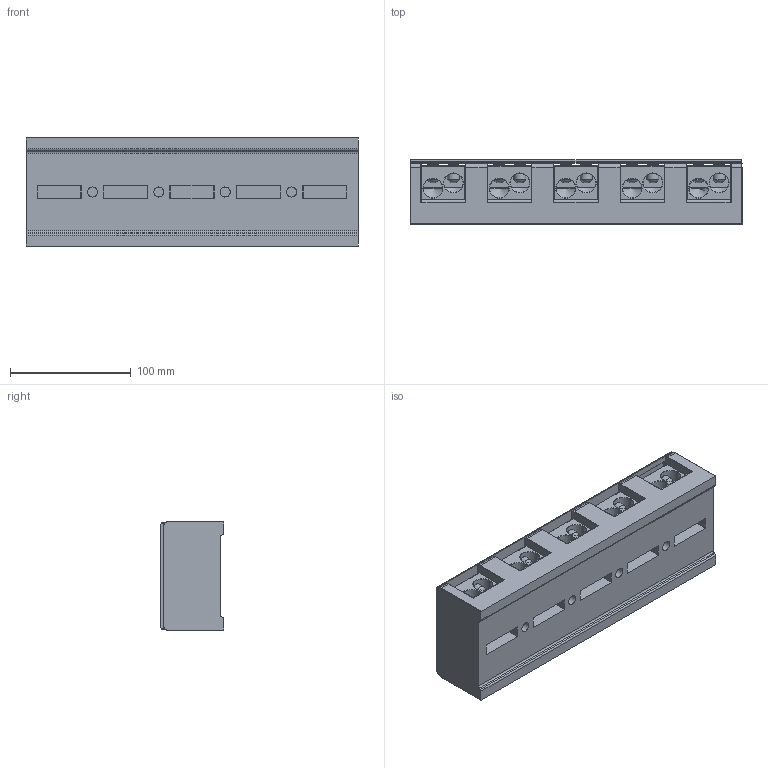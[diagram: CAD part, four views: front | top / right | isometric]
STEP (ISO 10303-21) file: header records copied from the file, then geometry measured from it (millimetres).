
FILE_DESCRIPTION((''),'2;1');
FILE_NAME('PRT0001','2023-09-09T',('Administrator'),(''),'PRO/ENGINEER BY PARAMETRIC TECHNOLOGY CORPORATION, 2013230','PRO/ENGINEER BY PARAMETRIC TECHNOLOGY CORPORATION, 2013230','');
FILE_SCHEMA(('CONFIG_CONTROL_DESIGN'));
Products named in the file (1): PRT0001
Bounding box: 275 x 53 x 90 mm (x, y, z)
Volume: 907218.1 mm3; surface area: 236981.8 mm2
Topology: 1 solids, 46 shells, 2535 faces, 6646 edges, 4220 vertices
Faces by surface type: plane 1770, cylinder 498, cone 175, torus 52, sphere 40
Entity records: 96532 total; most frequent: CARTESIAN_POINT 16285, ORIENTED_EDGE 13092, DIRECTION 12408, EDGE_CURVE 6546, VECTOR 4922, LINE 4922, VERTEX_POINT 4220, AXIS2_PLACEMENT_3D 3743
